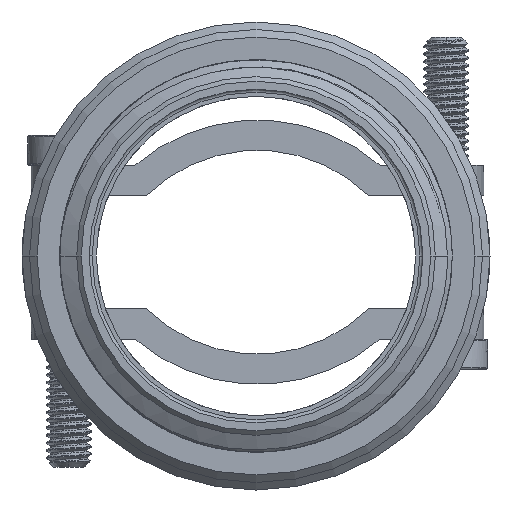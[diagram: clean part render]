
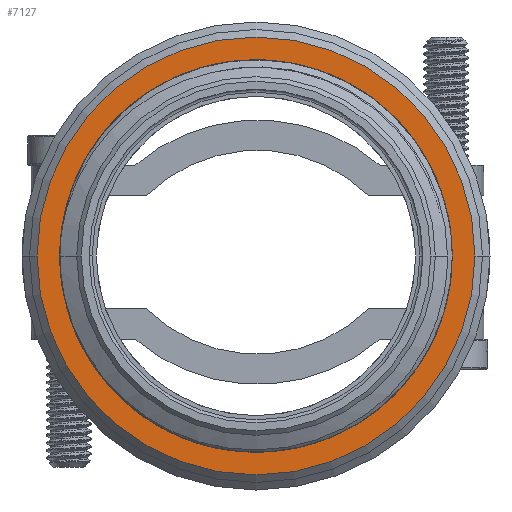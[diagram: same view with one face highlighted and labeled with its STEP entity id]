
A CAD part, left-side view. The second image highlights one B-rep face of the part: STEP entity #7127.
In plain terms, the highlighted planar face has unit normal (-1, 0, 0).
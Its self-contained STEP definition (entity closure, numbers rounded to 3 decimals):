
#2006=CARTESIAN_POINT('',(8.5,15.5,-15.5));
#2007=DIRECTION('',(-1.,0.,0.));
#2008=DIRECTION('',(0.,1.,0.));
#2009=AXIS2_PLACEMENT_3D('',#2006,#2007,#2008);
#2011=CARTESIAN_POINT('',(8.5,15.5,-15.5));
#2012=DIRECTION('',(1.,0.,0.));
#2013=DIRECTION('',(0.,1.,0.));
#2014=AXIS2_PLACEMENT_3D('',#2011,#2012,#2013);
#2016=CARTESIAN_POINT('',(8.5,15.5,-15.5));
#2017=DIRECTION('',(1.,0.,0.));
#2018=DIRECTION('',(0.,1.,0.));
#2019=AXIS2_PLACEMENT_3D('',#2016,#2017,#2018);
#2021=CARTESIAN_POINT('',(8.5,15.5,-15.5));
#2022=DIRECTION('',(-1.,0.,0.));
#2023=DIRECTION('',(0.,1.,0.));
#2024=AXIS2_PLACEMENT_3D('',#2021,#2022,#2023);
#4439=CARTESIAN_POINT('',(8.5,30.,-15.5));
#4440=VERTEX_POINT('',#4439);
#4441=CARTESIAN_POINT('',(8.5,27.75,-15.5));
#4443=VERTEX_POINT('',#4441);
#4467=CARTESIAN_POINT('',(8.5,1.,-15.5));
#4468=VERTEX_POINT('',#4467);
#4469=CARTESIAN_POINT('',(8.5,3.25,-15.5));
#4471=VERTEX_POINT('',#4469);
#7112=CARTESIAN_POINT('',(8.5,15.5,-15.5));
#7113=DIRECTION('',(1.,0.,0.));
#7114=DIRECTION('',(0.,-1.,0.));
#7115=AXIS2_PLACEMENT_3D('',#7112,#7113,#7114);
#7116=PLANE('11',#7115);
#7118=ORIENTED_EDGE('450',*,*,#7117,.T.);
#7120=ORIENTED_EDGE('462',*,*,#7119,.F.);
#7121=EDGE_LOOP('11',(#7118,#7120));
#7122=FACE_OUTER_BOUND('11',#7121,.F.);
#7123=ORIENTED_EDGE('463',*,*,#7094,.T.);
#7124=ORIENTED_EDGE('451',*,*,#7105,.F.);
#7125=EDGE_LOOP('11',(#7123,#7124));
#7126=FACE_BOUND('11',#7125,.F.);
#2010=CIRCLE('463',#2009,12.25);
#2015=CIRCLE('451',#2014,12.25);
#2020=CIRCLE('450',#2019,14.5);
#2025=CIRCLE('462',#2024,14.5);
#7094=EDGE_CURVE('463',#4443,#4471,#2010,.T.);
#7105=EDGE_CURVE('451',#4443,#4471,#2015,.T.);
#7117=EDGE_CURVE('450',#4440,#4468,#2020,.T.);
#7119=EDGE_CURVE('462',#4440,#4468,#2025,.T.);
#7127=ADVANCED_FACE('11',(#7122,#7126),#7116,.F.);
